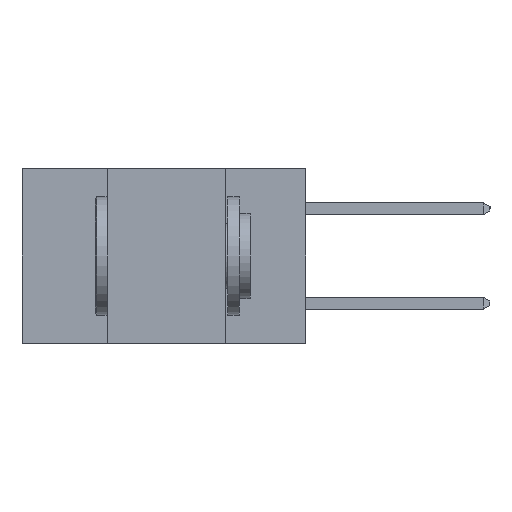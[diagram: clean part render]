
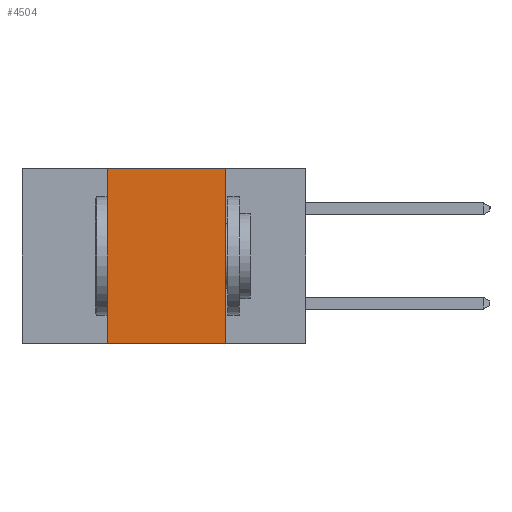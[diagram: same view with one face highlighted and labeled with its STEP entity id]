
A CAD part, left-side view. The second image highlights one B-rep face of the part: STEP entity #4504.
In plain terms, the highlighted planar face has unit normal (-1, 0, 0).
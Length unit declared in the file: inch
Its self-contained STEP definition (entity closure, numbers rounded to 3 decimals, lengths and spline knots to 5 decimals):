
#461 = EDGE_CURVE ( 'NONE', #21612, #17345, #19025, .T. ) ;
#1051 = CARTESIAN_POINT ( 'NONE',  ( 0., 0.6, 0. ) ) ;
#1720 = CARTESIAN_POINT ( 'NONE',  ( 0., 0.6, -0.37 ) ) ;
#3174 = EDGE_CURVE ( 'NONE', #13070, #7016, #13128, .T. ) ;
#3313 = LINE ( 'NONE', #8718, #4123 ) ;
#4123 = VECTOR ( 'NONE', #21998, 39.37008 ) ;
#4375 = CARTESIAN_POINT ( 'NONE',  ( 0., 0.42, -0.37 ) ) ;
#4504 = ADVANCED_FACE ( 'NONE', ( #11311 ), #7525, .F. ) ;
#4938 = ORIENTED_EDGE ( 'NONE', *, *, #13113, .F. ) ;
#7016 = VERTEX_POINT ( 'NONE', #17150 ) ;
#7525 = PLANE ( 'NONE',  #13327 ) ;
#8534 = DIRECTION ( 'NONE',  ( 0., -1., 0. ) ) ;
#8670 = ORIENTED_EDGE ( 'NONE', *, *, #461, .F. ) ;
#8718 = CARTESIAN_POINT ( 'NONE',  ( 0., 0.42, -0.37 ) ) ;
#9459 = CARTESIAN_POINT ( 'NONE',  ( 0., 0.42, 0. ) ) ;
#10225 = VECTOR ( 'NONE', #8534, 39.37008 ) ;
#11071 = DIRECTION ( 'NONE',  ( 1., 0., 0. ) ) ;
#11311 = FACE_OUTER_BOUND ( 'NONE', #21477, .T. ) ;
#13070 = VERTEX_POINT ( 'NONE', #4375 ) ;
#13113 = EDGE_CURVE ( 'NONE', #17345, #7016, #18107, .T. ) ;
#13128 = LINE ( 'NONE', #1720, #22648 ) ;
#13327 = AXIS2_PLACEMENT_3D ( 'NONE', #16617, #11071, #14889 ) ;
#14044 = DIRECTION ( 'NONE',  ( 0., 0., -1. ) ) ;
#14149 = VECTOR ( 'NONE', #14044, 39.37008 ) ;
#14889 = DIRECTION ( 'NONE',  ( 0., 0., -1. ) ) ;
#16617 = CARTESIAN_POINT ( 'NONE',  ( 0., 0.6, 0. ) ) ;
#16701 = DIRECTION ( 'NONE',  ( 0., -1., 0. ) ) ;
#17150 = CARTESIAN_POINT ( 'NONE',  ( 0., 0.17, -0.37 ) ) ;
#17345 = VERTEX_POINT ( 'NONE', #21308 ) ;
#17619 = CARTESIAN_POINT ( 'NONE',  ( 0., 0.17, -0.37 ) ) ;
#18107 = LINE ( 'NONE', #17619, #14149 ) ;
#19025 = LINE ( 'NONE', #1051, #10225 ) ;
#19092 = ORIENTED_EDGE ( 'NONE', *, *, #3174, .T. ) ;
#20559 = EDGE_CURVE ( 'NONE', #13070, #21612, #3313, .T. ) ;
#21308 = CARTESIAN_POINT ( 'NONE',  ( 0., 0.17, 0. ) ) ;
#21477 = EDGE_LOOP ( 'NONE', ( #4938, #8670, #23868, #19092 ) ) ;
#21612 = VERTEX_POINT ( 'NONE', #9459 ) ;
#21998 = DIRECTION ( 'NONE',  ( 0., 0., 1. ) ) ;
#22648 = VECTOR ( 'NONE', #16701, 39.37008 ) ;
#23868 = ORIENTED_EDGE ( 'NONE', *, *, #20559, .F. ) ;
